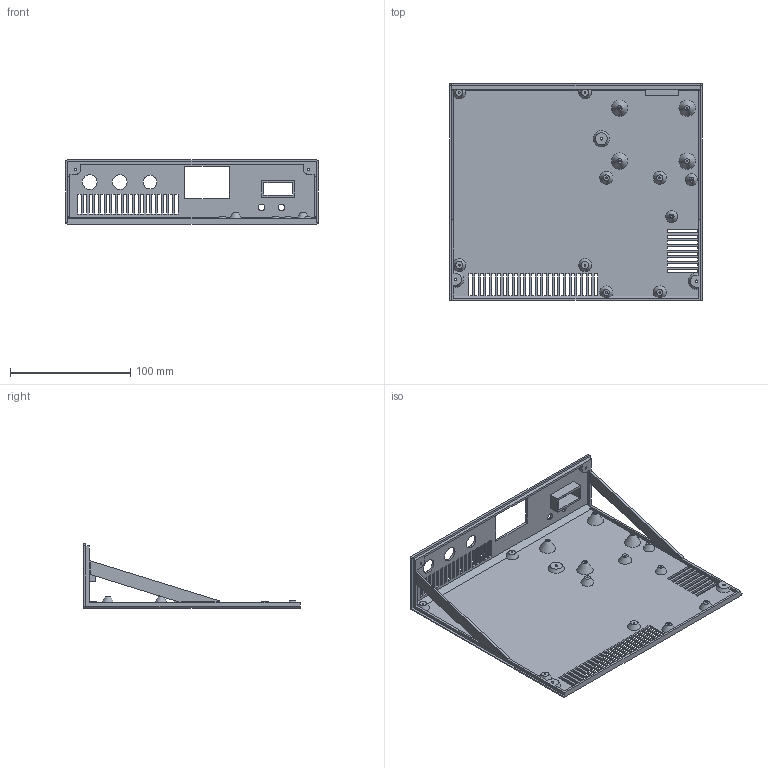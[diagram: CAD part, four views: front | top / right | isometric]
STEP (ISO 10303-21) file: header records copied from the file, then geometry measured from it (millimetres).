
FILE_DESCRIPTION(/* description */ (''),/* implementation_level */ '2;1');
FILE_NAME(/* name */ 'Onderkant.step',/* time_stamp */ '2026-01-05T16:19:20+01:00',/* author */ (''),/* organization */ (''),/* preprocessor_version */ 'ST-DEVELOPER v20.1',/* originating_system */ 'Autodesk Translation Framework v14.21.0.0',/* authorisation */ '');
FILE_SCHEMA (('AUTOMOTIVE_DESIGN { 1 0 10303 214 3 1 1 }'));
Length unit declared in the file: millimetre
Products named in the file (1): Amp
Bounding box: 210 x 180 x 53.6 mm (x, y, z)
Volume: 96478.2 mm3; surface area: 106596.2 mm2
Topology: 1 solids, 1 shells, 362 faces, 988 edges, 658 vertices
Faces by surface type: plane 310, cylinder 35, cone 17
Full cylindrical faces by diameter (mm): 1.5 x14, 2 x5, 3.8 x5, 5.5 x2, 11.2 x1, 12.2 x2
Entity records: 11601 total; most frequent: CARTESIAN_POINT 2017, ORIENTED_EDGE 1976, DIRECTION 1821, EDGE_CURVE 988, LINE 873, VECTOR 873, VERTEX_POINT 658, EDGE_LOOP 530
